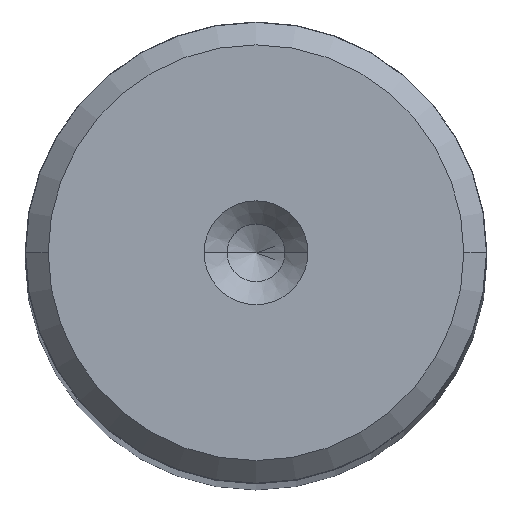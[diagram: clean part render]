
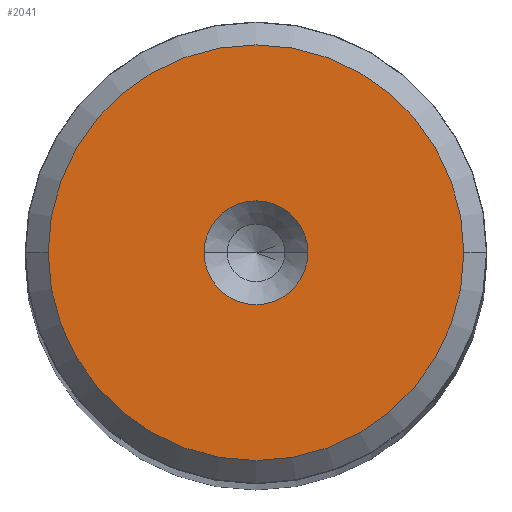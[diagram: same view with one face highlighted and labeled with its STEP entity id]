
A CAD part, top view. The second image highlights one B-rep face of the part: STEP entity #2041.
In plain terms, the highlighted planar face has unit normal (0, 0, 1).
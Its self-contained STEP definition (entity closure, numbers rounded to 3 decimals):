
#108 = EDGE_CURVE ( 'NONE', #2396, #2750, #2422, .T. ) ;
#120 = EDGE_LOOP ( 'NONE', ( #2777, #2562 ) ) ;
#175 = VERTEX_POINT ( 'NONE', #195 ) ;
#188 = AXIS2_PLACEMENT_3D ( 'NONE', #1190, #2058, #2093 ) ;
#195 = CARTESIAN_POINT ( 'NONE',  ( -9.009, 0., 160. ) ) ;
#277 = FACE_BOUND ( 'NONE', #2478, .T. ) ;
#323 = ORIENTED_EDGE ( 'NONE', *, *, #108, .F. ) ;
#396 = CARTESIAN_POINT ( 'NONE',  ( 0., 0., 160. ) ) ;
#437 = AXIS2_PLACEMENT_3D ( 'NONE', #1930, #610, #1536 ) ;
#522 = CARTESIAN_POINT ( 'NONE',  ( 0., 0., 160. ) ) ;
#610 = DIRECTION ( 'NONE',  ( 0., 0., 1. ) ) ;
#670 = AXIS2_PLACEMENT_3D ( 'NONE', #396, #1062, #2768 ) ;
#735 = VERTEX_POINT ( 'NONE', #922 ) ;
#741 = PLANE ( 'NONE',  #2046 ) ;
#824 = CIRCLE ( 'NONE', #1959, 9.009 ) ;
#829 = DIRECTION ( 'NONE',  ( 1., 0., 0. ) ) ;
#922 = CARTESIAN_POINT ( 'NONE',  ( 9.009, 0., 160. ) ) ;
#1038 = CARTESIAN_POINT ( 'NONE',  ( 0., 0., 160. ) ) ;
#1041 = CARTESIAN_POINT ( 'NONE',  ( -2.25, 0., 160. ) ) ;
#1051 = EDGE_CURVE ( 'NONE', #175, #735, #824, .T. ) ;
#1062 = DIRECTION ( 'NONE',  ( 0., 0., 1. ) ) ;
#1103 = FACE_OUTER_BOUND ( 'NONE', #120, .T. ) ;
#1190 = CARTESIAN_POINT ( 'NONE',  ( 0., 0., 160. ) ) ;
#1369 = EDGE_CURVE ( 'NONE', #735, #175, #1771, .T. ) ;
#1536 = DIRECTION ( 'NONE',  ( 1., 0., 0. ) ) ;
#1771 = CIRCLE ( 'NONE', #188, 9.009 ) ;
#1877 = CARTESIAN_POINT ( 'NONE',  ( 2.25, 0., 160. ) ) ;
#1930 = CARTESIAN_POINT ( 'NONE',  ( 0., 0., 160. ) ) ;
#1959 = AXIS2_PLACEMENT_3D ( 'NONE', #1038, #2364, #829 ) ;
#2013 = CIRCLE ( 'NONE', #437, 2.25 ) ;
#2041 = ADVANCED_FACE ( 'NONE', ( #277, #1103 ), #741, .T. ) ;
#2046 = AXIS2_PLACEMENT_3D ( 'NONE', #522, #2290, #2727 ) ;
#2058 = DIRECTION ( 'NONE',  ( 0., 0., 1. ) ) ;
#2093 = DIRECTION ( 'NONE',  ( 1., 0., 0. ) ) ;
#2205 = ORIENTED_EDGE ( 'NONE', *, *, #2553, .F. ) ;
#2290 = DIRECTION ( 'NONE',  ( 0., 0., 1. ) ) ;
#2364 = DIRECTION ( 'NONE',  ( 0., 0., 1. ) ) ;
#2396 = VERTEX_POINT ( 'NONE', #1041 ) ;
#2422 = CIRCLE ( 'NONE', #670, 2.25 ) ;
#2478 = EDGE_LOOP ( 'NONE', ( #2205, #323 ) ) ;
#2553 = EDGE_CURVE ( 'NONE', #2750, #2396, #2013, .T. ) ;
#2562 = ORIENTED_EDGE ( 'NONE', *, *, #1369, .T. ) ;
#2727 = DIRECTION ( 'NONE',  ( 1., 0., 0. ) ) ;
#2750 = VERTEX_POINT ( 'NONE', #1877 ) ;
#2768 = DIRECTION ( 'NONE',  ( 1., 0., 0. ) ) ;
#2777 = ORIENTED_EDGE ( 'NONE', *, *, #1051, .T. ) ;
